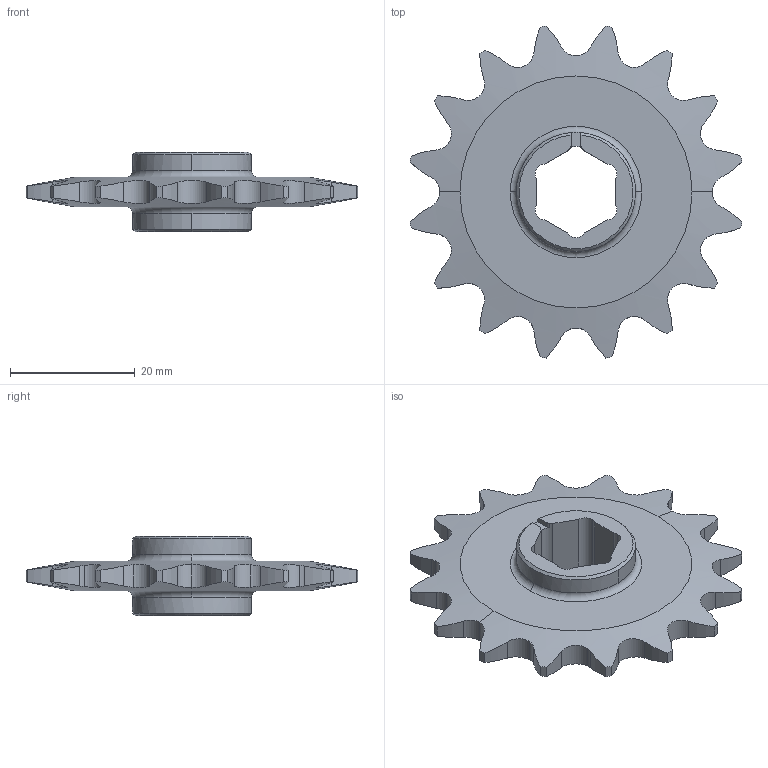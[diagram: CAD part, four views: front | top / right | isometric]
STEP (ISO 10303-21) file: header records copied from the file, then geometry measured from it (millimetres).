
FILE_DESCRIPTION (( 'STEP AP203' ), '1' );
FILE_NAME ('REV-21-3710.STEP', '2024-09-17T14:07:47', ( '' ), ( '' ), 'SwSTEP 2.0', 'SolidWorks 2022', '' );
FILE_SCHEMA (( 'CONFIG_CONTROL_DESIGN' ));
Length unit declared in the file: millimetre
Products named in the file (1): REV-21-3710
Bounding box: 53.13 x 53.13 x 12.7 mm (x, y, z)
Volume: 8258.3 mm3; surface area: 4986.7 mm2
Topology: 1 solids, 1 shells, 112 faces, 327 edges, 217 vertices
Faces by surface type: cylinder 85, plane 16, cone 7, torus 4
Entity records: 4403 total; most frequent: CARTESIAN_POINT 1485, ORIENTED_EDGE 654, DIRECTION 532, EDGE_CURVE 327, VERTEX_POINT 217, AXIS2_PLACEMENT_3D 204, VECTOR 124, LINE 124
